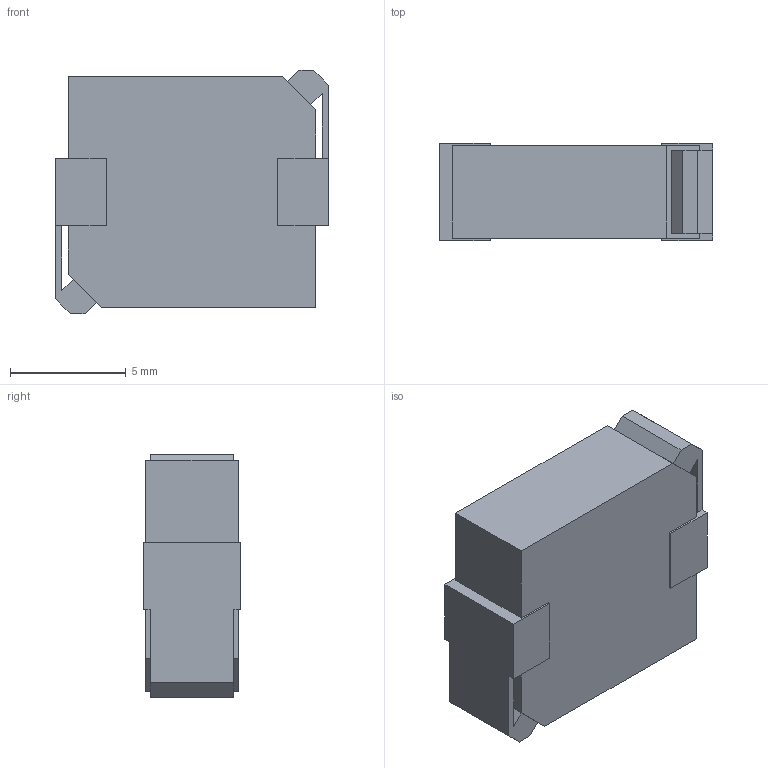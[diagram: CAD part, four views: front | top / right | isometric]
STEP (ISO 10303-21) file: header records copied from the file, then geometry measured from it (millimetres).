
FILE_DESCRIPTION((''),'2;1');
FILE_NAME('SRP1040','2012-07-13T',('ryans'),('Bourns, Inc.'),'PRO/ENGINEER BY PARAMETRIC TECHNOLOGY CORPORATION, 2010100','PRO/ENGINEER BY PARAMETRIC TECHNOLOGY CORPORATION, 2010100','');
FILE_SCHEMA(('CONFIG_CONTROL_DESIGN'));
Length unit declared in the file: millimetre
Products named in the file (1): SRP1040
Bounding box: 11.8 x 4.2 x 10.5 mm (x, y, z)
Volume: 451.8 mm3; surface area: 448.8 mm2
Topology: 1 solids, 1 shells, 38 faces, 114 edges, 76 vertices
Faces by surface type: plane 38
Entity records: 1304 total; most frequent: CARTESIAN_POINT 228, ORIENTED_EDGE 228, DIRECTION 190, VECTOR 114, LINE 114, EDGE_CURVE 114, VERTEX_POINT 76, EDGE_LOOP 40
